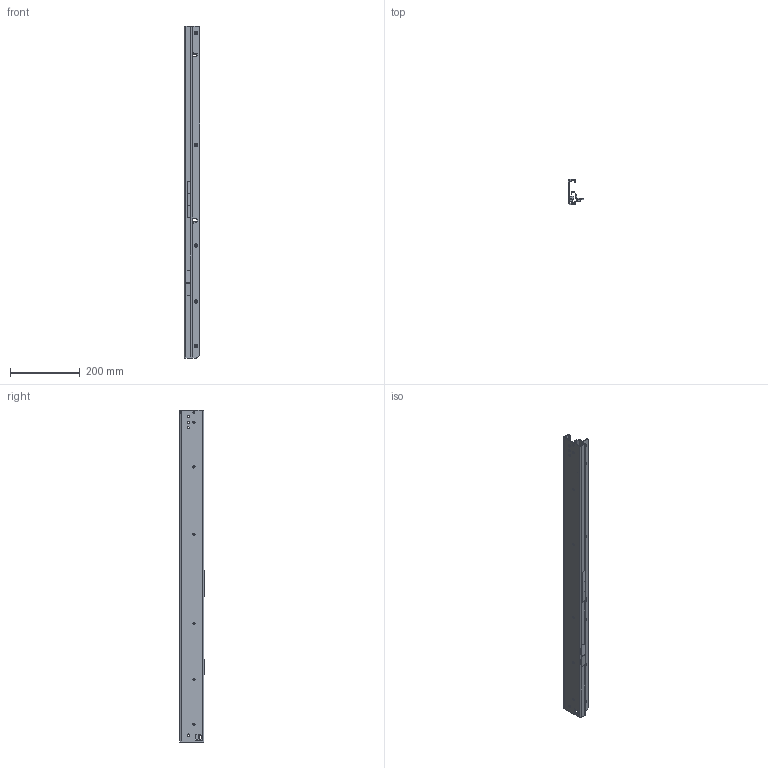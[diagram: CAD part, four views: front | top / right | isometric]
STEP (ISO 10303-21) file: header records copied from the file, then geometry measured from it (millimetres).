
FILE_DESCRIPTION (( 'STEP AP214' ), '1' );
FILE_NAME ('FR_7180.0950mm_38inch_closed_left.STEP', '2022-11-15T14:45:36', ( '' ), ( '' ), 'SwSTEP 2.0', 'SolidWorks 2020', '' );
FILE_SCHEMA (( 'AUTOMOTIVE_DESIGN' ));
Length unit declared in the file: millimetre
Products named in the file (6): FR_7180.0950mm_38inch_closed_left; PG-030; 7100.XXX-03.S143_NL 950; 7100.XXX-01.0000_NL 950
Assembly tree (5 placements, depth 3):
  FR_7180.0950mm_38inch_closed_left
    7100.XXX-01.0000_NL 950
      7100.XXX-01.0000_NL 950
      PG-030
    7100.XXX-03.S143_NL 950
      7100.XXX-03.S143_NL 950
Bounding box: 44.4 x 70.8 x 950 mm (x, y, z)
Volume: 360198.5 mm3; surface area: 320418.4 mm2
Topology: 3 solids, 3 shells, 721 faces, 1845 edges, 1102 vertices
Faces by surface type: plane 244, cylinder 235, bspline 94, torus 75, cone 49, sphere 24
Entity records: 24552 total; most frequent: CARTESIAN_POINT 6834, ORIENTED_EDGE 3638, DIRECTION 3512, EDGE_CURVE 1819, AXIS2_PLACEMENT_3D 1320, VERTEX_POINT 1102, LINE 872, VECTOR 872
